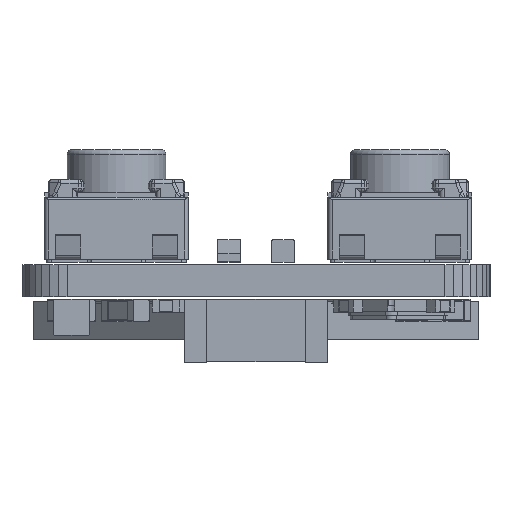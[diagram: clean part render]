
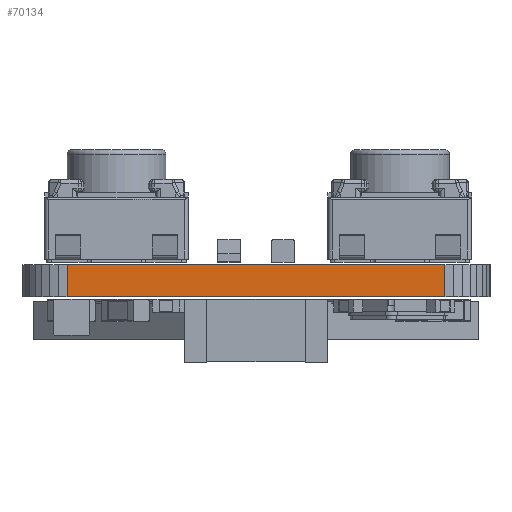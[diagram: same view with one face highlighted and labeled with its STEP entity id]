
A CAD part, front view. The second image highlights one B-rep face of the part: STEP entity #70134.
In plain terms, the highlighted planar face has unit normal (0, -1, 0).
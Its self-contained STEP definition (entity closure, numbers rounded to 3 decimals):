
#69537 = PLANE('',#69538);
#69538 = AXIS2_PLACEMENT_3D('',#69539,#69540,#69541);
#69539 = CARTESIAN_POINT('',(153.,-42.208,0.721));
#69540 = DIRECTION('',(-0.,-0.,-1.));
#69541 = DIRECTION('',(-1.,0.,0.));
#69591 = PLANE('',#69592);
#69592 = AXIS2_PLACEMENT_3D('',#69593,#69594,#69595);
#69593 = CARTESIAN_POINT('',(153.,-42.208,0.));
#69594 = DIRECTION('',(-0.,-0.,-1.));
#69595 = DIRECTION('',(-1.,0.,0.));
#70026 = PLANE('',#70027);
#70027 = AXIS2_PLACEMENT_3D('',#70028,#70029,#70030);
#70028 = CARTESIAN_POINT('',(157.395,-51.481,0.));
#70029 = DIRECTION('',(0.098,-0.995,0.));
#70030 = DIRECTION('',(-0.995,-0.098,0.));
#70064 = VERTEX_POINT('',#70065);
#70065 = CARTESIAN_POINT('',(157.2,-51.5,0.721));
#70086 = EDGE_CURVE('',#70087,#70064,#70089,.T.);
#70087 = VERTEX_POINT('',#70088);
#70088 = CARTESIAN_POINT('',(157.2,-51.5,0.));
#70089 = SURFACE_CURVE('',#70090,(#70094,#70101),.PCURVE_S1.);
#70090 = LINE('',#70091,#70092);
#70091 = CARTESIAN_POINT('',(157.2,-51.5,0.));
#70092 = VECTOR('',#70093,1.);
#70093 = DIRECTION('',(0.,0.,1.));
#70094 = PCURVE('',#70026,#70095);
#70095 = DEFINITIONAL_REPRESENTATION('',(#70096),#70100);
#70096 = LINE('',#70097,#70098);
#70097 = CARTESIAN_POINT('',(0.196,0.));
#70098 = VECTOR('',#70099,1.);
#70099 = DIRECTION('',(0.,-1.));
#70100 = ( GEOMETRIC_REPRESENTATION_CONTEXT(2) 
PARAMETRIC_REPRESENTATION_CONTEXT() REPRESENTATION_CONTEXT('2D SPACE',''
  ) );
#70101 = PCURVE('',#70102,#70107);
#70102 = PLANE('',#70103);
#70103 = AXIS2_PLACEMENT_3D('',#70104,#70105,#70106);
#70104 = CARTESIAN_POINT('',(157.2,-51.5,0.));
#70105 = DIRECTION('',(0.,-1.,0.));
#70106 = DIRECTION('',(-1.,0.,0.));
#70107 = DEFINITIONAL_REPRESENTATION('',(#70108),#70112);
#70108 = LINE('',#70109,#70110);
#70109 = CARTESIAN_POINT('',(0.,-0.));
#70110 = VECTOR('',#70111,1.);
#70111 = DIRECTION('',(0.,-1.));
#70112 = ( GEOMETRIC_REPRESENTATION_CONTEXT(2) 
PARAMETRIC_REPRESENTATION_CONTEXT() REPRESENTATION_CONTEXT('2D SPACE',''
  ) );
#70134 = ADVANCED_FACE('',(#70135),#70102,.T.);
#70135 = FACE_BOUND('',#70136,.T.);
#70136 = EDGE_LOOP('',(#70137,#70138,#70161,#70189));
#70137 = ORIENTED_EDGE('',*,*,#70086,.T.);
#70138 = ORIENTED_EDGE('',*,*,#70139,.T.);
#70139 = EDGE_CURVE('',#70064,#70140,#70142,.T.);
#70140 = VERTEX_POINT('',#70141);
#70141 = CARTESIAN_POINT('',(148.8,-51.5,0.721));
#70142 = SURFACE_CURVE('',#70143,(#70147,#70154),.PCURVE_S1.);
#70143 = LINE('',#70144,#70145);
#70144 = CARTESIAN_POINT('',(157.2,-51.5,0.721));
#70145 = VECTOR('',#70146,1.);
#70146 = DIRECTION('',(-1.,0.,0.));
#70147 = PCURVE('',#70102,#70148);
#70148 = DEFINITIONAL_REPRESENTATION('',(#70149),#70153);
#70149 = LINE('',#70150,#70151);
#70150 = CARTESIAN_POINT('',(0.,-0.721));
#70151 = VECTOR('',#70152,1.);
#70152 = DIRECTION('',(1.,0.));
#70153 = ( GEOMETRIC_REPRESENTATION_CONTEXT(2) 
PARAMETRIC_REPRESENTATION_CONTEXT() REPRESENTATION_CONTEXT('2D SPACE',''
  ) );
#70154 = PCURVE('',#69537,#70155);
#70155 = DEFINITIONAL_REPRESENTATION('',(#70156),#70160);
#70156 = LINE('',#70157,#70158);
#70157 = CARTESIAN_POINT('',(-4.2,-9.292));
#70158 = VECTOR('',#70159,1.);
#70159 = DIRECTION('',(1.,0.));
#70160 = ( GEOMETRIC_REPRESENTATION_CONTEXT(2) 
PARAMETRIC_REPRESENTATION_CONTEXT() REPRESENTATION_CONTEXT('2D SPACE',''
  ) );
#70161 = ORIENTED_EDGE('',*,*,#70162,.F.);
#70162 = EDGE_CURVE('',#70163,#70140,#70165,.T.);
#70163 = VERTEX_POINT('',#70164);
#70164 = CARTESIAN_POINT('',(148.8,-51.5,0.));
#70165 = SURFACE_CURVE('',#70166,(#70170,#70177),.PCURVE_S1.);
#70166 = LINE('',#70167,#70168);
#70167 = CARTESIAN_POINT('',(148.8,-51.5,0.));
#70168 = VECTOR('',#70169,1.);
#70169 = DIRECTION('',(0.,0.,1.));
#70170 = PCURVE('',#70102,#70171);
#70171 = DEFINITIONAL_REPRESENTATION('',(#70172),#70176);
#70172 = LINE('',#70173,#70174);
#70173 = CARTESIAN_POINT('',(8.4,0.));
#70174 = VECTOR('',#70175,1.);
#70175 = DIRECTION('',(0.,-1.));
#70176 = ( GEOMETRIC_REPRESENTATION_CONTEXT(2) 
PARAMETRIC_REPRESENTATION_CONTEXT() REPRESENTATION_CONTEXT('2D SPACE',''
  ) );
#70177 = PCURVE('',#70178,#70183);
#70178 = PLANE('',#70179);
#70179 = AXIS2_PLACEMENT_3D('',#70180,#70181,#70182);
#70180 = CARTESIAN_POINT('',(148.8,-51.5,0.));
#70181 = DIRECTION('',(-0.098,-0.995,0.));
#70182 = DIRECTION('',(-0.995,0.098,0.));
#70183 = DEFINITIONAL_REPRESENTATION('',(#70184),#70188);
#70184 = LINE('',#70185,#70186);
#70185 = CARTESIAN_POINT('',(0.,0.));
#70186 = VECTOR('',#70187,1.);
#70187 = DIRECTION('',(0.,-1.));
#70188 = ( GEOMETRIC_REPRESENTATION_CONTEXT(2) 
PARAMETRIC_REPRESENTATION_CONTEXT() REPRESENTATION_CONTEXT('2D SPACE',''
  ) );
#70189 = ORIENTED_EDGE('',*,*,#70190,.F.);
#70190 = EDGE_CURVE('',#70087,#70163,#70191,.T.);
#70191 = SURFACE_CURVE('',#70192,(#70196,#70203),.PCURVE_S1.);
#70192 = LINE('',#70193,#70194);
#70193 = CARTESIAN_POINT('',(157.2,-51.5,0.));
#70194 = VECTOR('',#70195,1.);
#70195 = DIRECTION('',(-1.,0.,0.));
#70196 = PCURVE('',#70102,#70197);
#70197 = DEFINITIONAL_REPRESENTATION('',(#70198),#70202);
#70198 = LINE('',#70199,#70200);
#70199 = CARTESIAN_POINT('',(0.,-0.));
#70200 = VECTOR('',#70201,1.);
#70201 = DIRECTION('',(1.,0.));
#70202 = ( GEOMETRIC_REPRESENTATION_CONTEXT(2) 
PARAMETRIC_REPRESENTATION_CONTEXT() REPRESENTATION_CONTEXT('2D SPACE',''
  ) );
#70203 = PCURVE('',#69591,#70204);
#70204 = DEFINITIONAL_REPRESENTATION('',(#70205),#70209);
#70205 = LINE('',#70206,#70207);
#70206 = CARTESIAN_POINT('',(-4.2,-9.292));
#70207 = VECTOR('',#70208,1.);
#70208 = DIRECTION('',(1.,0.));
#70209 = ( GEOMETRIC_REPRESENTATION_CONTEXT(2) 
PARAMETRIC_REPRESENTATION_CONTEXT() REPRESENTATION_CONTEXT('2D SPACE',''
  ) );
